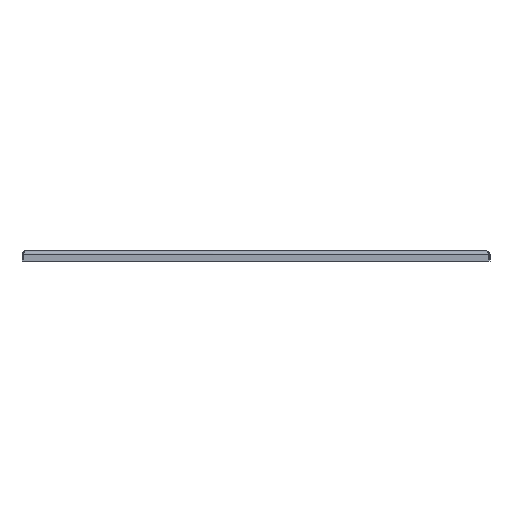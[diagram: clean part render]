
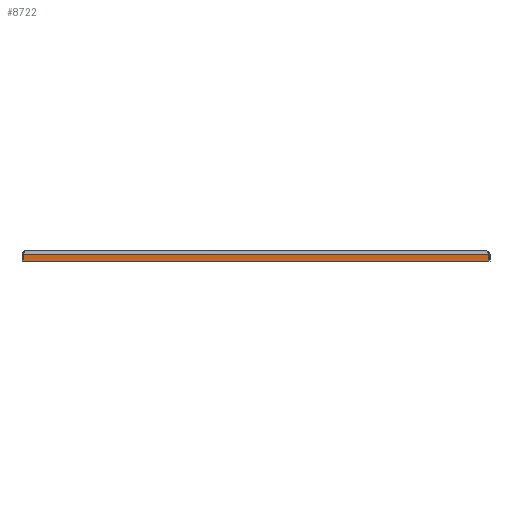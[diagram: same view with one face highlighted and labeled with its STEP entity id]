
A CAD part, front view. The second image highlights one B-rep face of the part: STEP entity #8722.
In plain terms, the highlighted planar face has unit normal (0, -1, 0).
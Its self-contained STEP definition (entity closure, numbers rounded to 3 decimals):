
#8695=AXIS2_PLACEMENT_3D('Plane Axis2P3D',#8692,#8693,#8694) ;
#8113=CARTESIAN_POINT('Vertex',(0.,0.,8.)) ;
#8116=CARTESIAN_POINT('Line Origine',(-279.523,0.,8.)) ;
#8120=CARTESIAN_POINT('Vertex',(559.,0.,8.)) ;
#8692=CARTESIAN_POINT('Axis2P3D Location',(279.5,0.,12.)) ;
#8697=CARTESIAN_POINT('Line Origine',(279.5,0.,0.)) ;
#8701=CARTESIAN_POINT('Vertex',(0.,0.,0.)) ;
#8703=CARTESIAN_POINT('Vertex',(559.,0.,0.)) ;
#8706=CARTESIAN_POINT('Line Origine',(559.,0.,4.)) ;
#8711=CARTESIAN_POINT('Line Origine',(0.,0.,4.)) ;
#8117=DIRECTION('Vector Direction',(1.,0.,0.)) ;
#8693=DIRECTION('Axis2P3D Direction',(0.,1.,0.)) ;
#8694=DIRECTION('Axis2P3D XDirection',(0.,0.,1.)) ;
#8698=DIRECTION('Vector Direction',(1.,0.,0.)) ;
#8707=DIRECTION('Vector Direction',(0.,0.,-1.)) ;
#8712=DIRECTION('Vector Direction',(0.,0.,-1.)) ;
#8118=VECTOR('Line Direction',#8117,1.) ;
#8699=VECTOR('Line Direction',#8698,1.) ;
#8708=VECTOR('Line Direction',#8707,1.) ;
#8713=VECTOR('Line Direction',#8712,1.) ;
#8717=ORIENTED_EDGE('',*,*,#8705,.T.) ;
#8718=ORIENTED_EDGE('',*,*,#8710,.F.) ;
#8719=ORIENTED_EDGE('',*,*,#8122,.F.) ;
#8720=ORIENTED_EDGE('',*,*,#8715,.T.) ;
#8722=ADVANCED_FACE('Schnitt-Linear austragen7',(#8721),#8696,.F.) ;
#8122=EDGE_CURVE('',#8114,#8121,#8119,.T.) ;
#8705=EDGE_CURVE('',#8702,#8704,#8700,.T.) ;
#8710=EDGE_CURVE('',#8121,#8704,#8709,.T.) ;
#8715=EDGE_CURVE('',#8114,#8702,#8714,.T.) ;
#8716=EDGE_LOOP('',(#8717,#8718,#8719,#8720)) ;
#8721=FACE_OUTER_BOUND('',#8716,.T.) ;
#8119=LINE('Line',#8116,#8118) ;
#8700=LINE('Line',#8697,#8699) ;
#8709=LINE('Line',#8706,#8708) ;
#8714=LINE('Line',#8711,#8713) ;
#8696=PLANE('',#8695) ;
#8114=VERTEX_POINT('',#8113) ;
#8121=VERTEX_POINT('',#8120) ;
#8702=VERTEX_POINT('',#8701) ;
#8704=VERTEX_POINT('',#8703) ;
